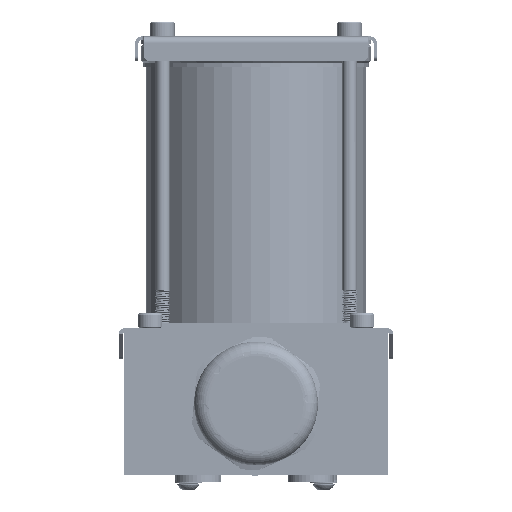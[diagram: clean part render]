
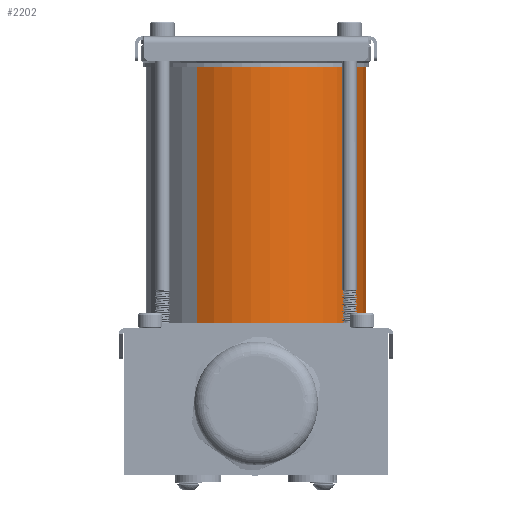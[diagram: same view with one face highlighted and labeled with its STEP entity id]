
A CAD part, front view. The second image highlights one B-rep face of the part: STEP entity #2202.
In plain terms, the highlighted cylindrical face has radius 38.1 mm (diameter 76.2 mm), a partial arc.
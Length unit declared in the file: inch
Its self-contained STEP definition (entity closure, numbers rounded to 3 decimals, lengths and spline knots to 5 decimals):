
#337 = DIRECTION ( 'NONE',  ( 0., 0., -1. ) ) ;
#1846 = CARTESIAN_POINT ( 'NONE',  ( -1.5, 0., 3.5 ) ) ;
#2202 = ADVANCED_FACE ( 'NONE', ( #11441 ), #18435, .T. ) ;
#2280 = CIRCLE ( 'NONE', #17909, 1.5 ) ;
#2314 = DIRECTION ( 'NONE',  ( 1., 0., 0. ) ) ;
#6284 = CARTESIAN_POINT ( 'NONE',  ( -1.5, 0., 3.5 ) ) ;
#8377 = CARTESIAN_POINT ( 'NONE',  ( 0., 0., 3.5 ) ) ;
#8834 = VECTOR ( 'NONE', #14577, 39.37008 ) ;
#8905 = AXIS2_PLACEMENT_3D ( 'NONE', #8377, #34440, #37828 ) ;
#11113 = AXIS2_PLACEMENT_3D ( 'NONE', #37921, #21807, #40912 ) ;
#11441 = FACE_OUTER_BOUND ( 'NONE', #32363, .T. ) ;
#13236 = ORIENTED_EDGE ( 'NONE', *, *, #35719, .T. ) ;
#14577 = DIRECTION ( 'NONE',  ( 0., 0., -1. ) ) ;
#16080 = VERTEX_POINT ( 'NONE', #6284 ) ;
#17909 = AXIS2_PLACEMENT_3D ( 'NONE', #37716, #25213, #2314 ) ;
#18435 = CYLINDRICAL_SURFACE ( 'NONE', #11113, 1.5 ) ;
#18829 = ORIENTED_EDGE ( 'NONE', *, *, #28191, .F. ) ;
#21807 = DIRECTION ( 'NONE',  ( 0., 0., -1. ) ) ;
#21967 = CARTESIAN_POINT ( 'NONE',  ( 1.5, 0., 3.5 ) ) ;
#22931 = VERTEX_POINT ( 'NONE', #35841 ) ;
#23063 = VECTOR ( 'NONE', #337, 39.37008 ) ;
#25213 = DIRECTION ( 'NONE',  ( 0., 0., 1. ) ) ;
#27711 = LINE ( 'NONE', #1846, #8834 ) ;
#28191 = EDGE_CURVE ( 'NONE', #16080, #35623, #27711, .T. ) ;
#28328 = EDGE_CURVE ( 'NONE', #22931, #32602, #29178, .T. ) ;
#29178 = LINE ( 'NONE', #21967, #23063 ) ;
#29227 = CIRCLE ( 'NONE', #8905, 1.5 ) ;
#30081 = CARTESIAN_POINT ( 'NONE',  ( 1.5, 0., 0. ) ) ;
#30174 = EDGE_CURVE ( 'NONE', #22931, #16080, #29227, .T. ) ;
#30561 = ORIENTED_EDGE ( 'NONE', *, *, #30174, .F. ) ;
#31632 = ORIENTED_EDGE ( 'NONE', *, *, #28328, .T. ) ;
#32363 = EDGE_LOOP ( 'NONE', ( #30561, #31632, #13236, #18829 ) ) ;
#32602 = VERTEX_POINT ( 'NONE', #30081 ) ;
#33920 = CARTESIAN_POINT ( 'NONE',  ( -1.5, 0., 0. ) ) ;
#34440 = DIRECTION ( 'NONE',  ( 0., 0., 1. ) ) ;
#35623 = VERTEX_POINT ( 'NONE', #33920 ) ;
#35719 = EDGE_CURVE ( 'NONE', #32602, #35623, #2280, .T. ) ;
#35841 = CARTESIAN_POINT ( 'NONE',  ( 1.5, 0., 3.5 ) ) ;
#37716 = CARTESIAN_POINT ( 'NONE',  ( 0., 0., 0. ) ) ;
#37828 = DIRECTION ( 'NONE',  ( 1., 0., 0. ) ) ;
#37921 = CARTESIAN_POINT ( 'NONE',  ( 0., 0., 3.5 ) ) ;
#40912 = DIRECTION ( 'NONE',  ( -1., 0., 0. ) ) ;
